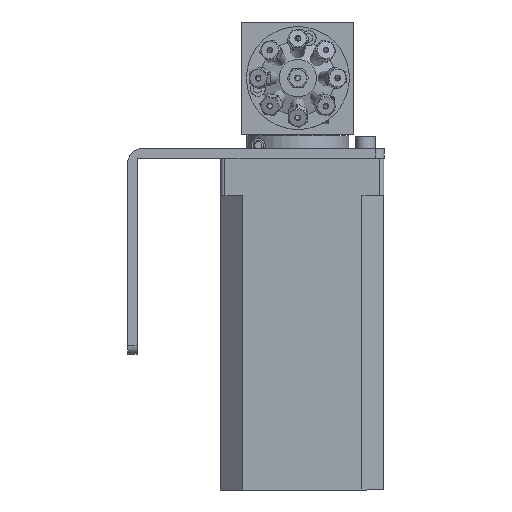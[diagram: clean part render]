
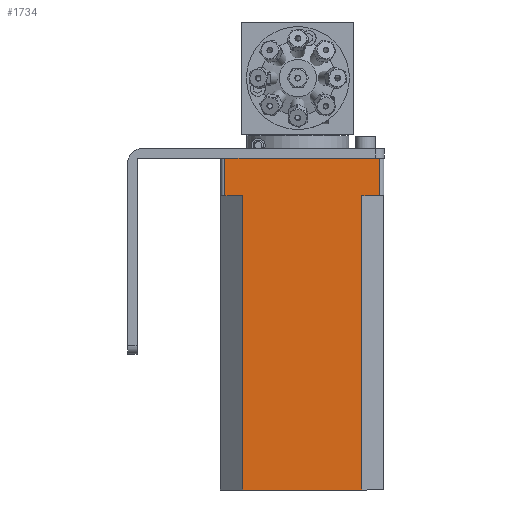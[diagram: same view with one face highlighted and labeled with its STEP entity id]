
A CAD part, left-side view. The second image highlights one B-rep face of the part: STEP entity #1734.
In plain terms, the highlighted planar face has unit normal (-1, 0, 0).
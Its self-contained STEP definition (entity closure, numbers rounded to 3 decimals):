
#926=CARTESIAN_POINT('',(-3.632,-6.761,21.909));
#927=VERTEX_POINT('',#926);
#945=CARTESIAN_POINT('',(-3.632,-6.761,34.609));
#946=VERTEX_POINT('',#945);
#954=CARTESIAN_POINT('',(-3.632,-6.761,34.609));
#955=DIRECTION('',(0.0,0.0,-1.0));
#956=VECTOR('',#955,12.7);
#957=LINE('',#954,#956);
#958=EDGE_CURVE('',#946,#927,#957,.T.);
#1320=CARTESIAN_POINT('',(-3.632,45.723,34.609));
#1321=VERTEX_POINT('',#1320);
#1331=CARTESIAN_POINT('',(-3.632,-6.761,34.609));
#1332=DIRECTION('',(0.0,1.0,0.0));
#1333=VECTOR('',#1332,52.484);
#1334=LINE('',#1331,#1333);
#1335=EDGE_CURVE('',#946,#1321,#1334,.T.);
#1555=CARTESIAN_POINT('',(-3.632,-0.791,21.909));
#1556=VERTEX_POINT('',#1555);
#1557=CARTESIAN_POINT('',(-3.632,-0.791,21.909));
#1558=DIRECTION('',(0.0,-1.0,0.0));
#1559=VECTOR('',#1558,5.97);
#1560=LINE('',#1557,#1559);
#1561=EDGE_CURVE('',#1556,#927,#1560,.T.);
#1588=CARTESIAN_POINT('',(-3.632,39.753,-78.091));
#1589=VERTEX_POINT('',#1588);
#1596=CARTESIAN_POINT('',(-3.632,39.753,21.909));
#1597=VERTEX_POINT('',#1596);
#1598=CARTESIAN_POINT('',(-3.632,39.753,21.909));
#1599=DIRECTION('',(0.0,0.0,-1.0));
#1600=VECTOR('',#1599,100.0);
#1601=LINE('',#1598,#1600);
#1602=EDGE_CURVE('',#1597,#1589,#1601,.T.);
#1663=CARTESIAN_POINT('',(-3.632,-0.791,-78.091));
#1664=VERTEX_POINT('',#1663);
#1671=CARTESIAN_POINT('',(-3.632,39.753,-78.091));
#1672=DIRECTION('',(0.0,-1.0,0.0));
#1673=VECTOR('',#1672,40.544);
#1674=LINE('',#1671,#1673);
#1675=EDGE_CURVE('',#1589,#1664,#1674,.T.);
#1689=CARTESIAN_POINT('',(-3.632,45.723,21.909));
#1690=VERTEX_POINT('',#1689);
#1700=CARTESIAN_POINT('',(-3.632,45.723,21.909));
#1701=DIRECTION('',(0.0,-1.0,0.0));
#1702=VECTOR('',#1701,5.97);
#1703=LINE('',#1700,#1702);
#1704=EDGE_CURVE('',#1690,#1597,#1703,.T.);
#1709=CARTESIAN_POINT('',(-3.632,47.243,34.609));
#1710=DIRECTION('',(-1.0,0.0,0.0));
#1711=DIRECTION('',(0.0,0.0,1.0));
#1712=AXIS2_PLACEMENT_3D('',#1709,#1710,#1711);
#1713=PLANE('',#1712);
#1714=CARTESIAN_POINT('',(-3.632,45.723,21.909));
#1715=DIRECTION('',(0.0,0.0,1.0));
#1716=VECTOR('',#1715,12.7);
#1717=LINE('',#1714,#1716);
#1718=EDGE_CURVE('',#1690,#1321,#1717,.T.);
#1719=ORIENTED_EDGE('',*,*,#1718,.F.);
#1720=ORIENTED_EDGE('',*,*,#1704,.T.);
#1721=ORIENTED_EDGE('',*,*,#1602,.T.);
#1722=ORIENTED_EDGE('',*,*,#1675,.T.);
#1723=CARTESIAN_POINT('',(-3.632,-0.791,-78.091));
#1724=DIRECTION('',(0.0,0.0,1.0));
#1725=VECTOR('',#1724,100.0);
#1726=LINE('',#1723,#1725);
#1727=EDGE_CURVE('',#1664,#1556,#1726,.T.);
#1728=ORIENTED_EDGE('',*,*,#1727,.T.);
#1729=ORIENTED_EDGE('',*,*,#1561,.T.);
#1730=ORIENTED_EDGE('',*,*,#958,.F.);
#1731=ORIENTED_EDGE('',*,*,#1335,.T.);
#1732=EDGE_LOOP('',(#1719,#1720,#1721,#1722,#1728,#1729,#1730,#1731));
#1733=FACE_OUTER_BOUND('',#1732,.T.);
#1734=ADVANCED_FACE('',(#1733),#1713,.T.);
